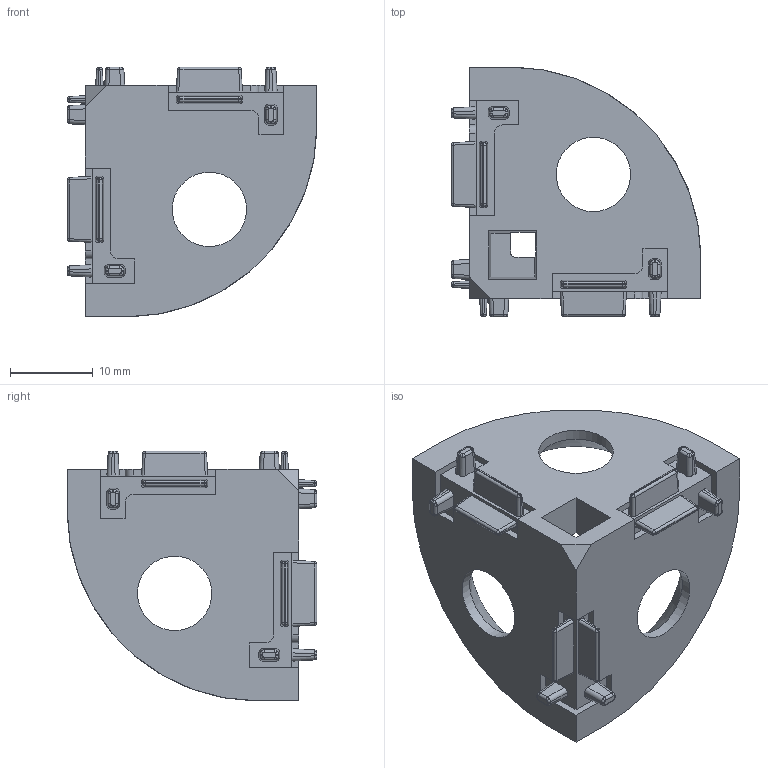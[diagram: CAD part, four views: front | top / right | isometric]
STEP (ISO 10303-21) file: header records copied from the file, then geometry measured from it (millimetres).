
FILE_DESCRIPTION (( 'STEP AP214' ), '1' );
FILE_NAME ('093we301n08.STEP', '2014-11-28T08:45:03', ( 'Admin' ), ( 'Hewlett-Packard Company' ), 'SwSTEP 2.0', 'SolidWorks 2014', '' );
FILE_SCHEMA (( 'AUTOMOTIVE_DESIGN' ));
Length unit declared in the file: millimetre
Products named in the file (1): 093we301n08
Bounding box: 30.2 x 30.2 x 30.2 mm (x, y, z)
Volume: 6121.6 mm3; surface area: 4320.8 mm2
Topology: 1 solids, 1 shells, 291 faces, 722 edges, 436 vertices
Faces by surface type: cylinder 111, plane 105, bspline 72, cone 3
Full cylindrical faces by diameter (mm): 9 x3
Entity records: 12299 total; most frequent: CARTESIAN_POINT 2783, ORIENTED_EDGE 1410, DIRECTION 1162, EDGE_CURVE 705, VERTEX_POINT 433, AXIS2_PLACEMENT_3D 392, LINE 378, VECTOR 378
